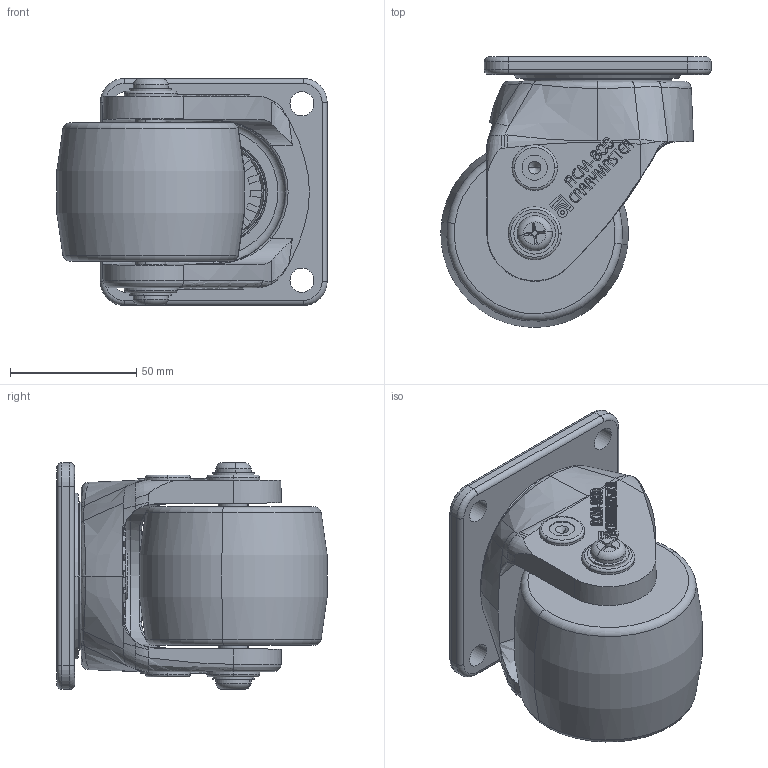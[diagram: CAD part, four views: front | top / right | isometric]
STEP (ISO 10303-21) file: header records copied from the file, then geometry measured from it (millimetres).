
FILE_DESCRIPTION (( 'STEP AP203' ), '1' );
FILE_NAME ('ACM-800F.STEP', '2015-09-10T05:37:52', ( 'WON SINCHUL' ), ( 'Hewlett-Packard Company' ), 'SwSTEP 2.0', 'SolidWorks 2015', '' );
FILE_SCHEMA (( 'CONFIG_CONTROL_DESIGN' ));
Length unit declared in the file: millimetre
Products named in the file (1): ACM-800F
Bounding box: 107.2 x 107.15 x 90 mm (x, y, z)
Volume: 423403.9 mm3; surface area: 91681.5 mm2
Topology: 34 solids, 34 shells, 1169 faces, 3141 edges, 2076 vertices
Faces by surface type: plane 569, bspline 343, cylinder 118, torus 52, sphere 52, cone 35
Entity records: 55032 total; most frequent: CARTESIAN_POINT 28663, ORIENTED_EDGE 6002, DIRECTION 4347, EDGE_CURVE 3001, VERTEX_POINT 1998, VECTOR 1739, LINE 1739, AXIS2_PLACEMENT_3D 1304
